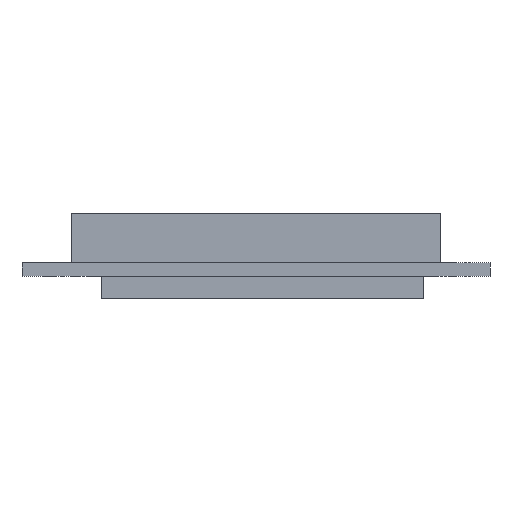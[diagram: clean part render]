
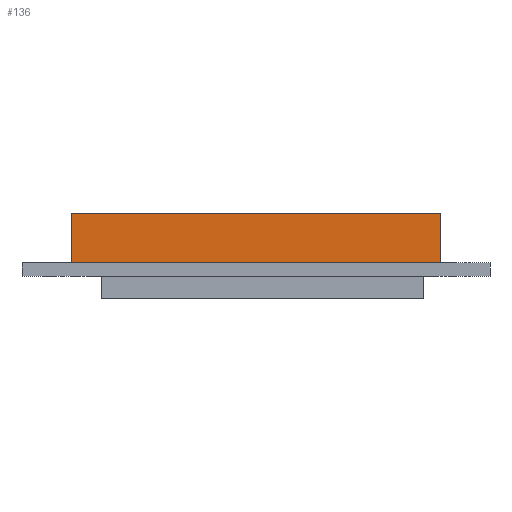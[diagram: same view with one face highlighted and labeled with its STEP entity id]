
A CAD part, left-side view. The second image highlights one B-rep face of the part: STEP entity #136.
In plain terms, the highlighted planar face has unit normal (-1, 0, 0).
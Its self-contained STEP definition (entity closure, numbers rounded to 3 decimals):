
#136 = ADVANCED_FACE( '', ( #302 ), #303, .T. );
#302 = FACE_OUTER_BOUND( '', #473, .T. );
#303 = PLANE( '', #474 );
#473 = EDGE_LOOP( '', ( #819, #820, #821, #822 ) );
#474 = AXIS2_PLACEMENT_3D( '', #823, #824, #825 );
#819 = ORIENTED_EDGE( '', *, *, #935, .F. );
#820 = ORIENTED_EDGE( '', *, *, #1004, .T. );
#821 = ORIENTED_EDGE( '', *, *, #1059, .F. );
#822 = ORIENTED_EDGE( '', *, *, #1054, .F. );
#823 = CARTESIAN_POINT( '', ( -26.035, 22.5, 1.6 ) );
#824 = DIRECTION( '', ( -1., 0., 0. ) );
#825 = DIRECTION( '', ( 0., -1., 0. ) );
#935 = EDGE_CURVE( '', #1106, #1108, #1109, .T. );
#1004 = EDGE_CURVE( '', #1106, #1221, #1223, .T. );
#1054 = EDGE_CURVE( '', #1108, #1287, #1288, .T. );
#1059 = EDGE_CURVE( '', #1287, #1221, #1293, .T. );
#1106 = VERTEX_POINT( '', #1349 );
#1108 = VERTEX_POINT( '', #1352 );
#1109 = LINE( '', #1353, #1354 );
#1221 = VERTEX_POINT( '', #1506 );
#1223 = LINE( '', #1509, #1510 );
#1287 = VERTEX_POINT( '', #1599 );
#1288 = LINE( '', #1600, #1601 );
#1293 = LINE( '', #1608, #1609 );
#1349 = CARTESIAN_POINT( '', ( -26.035, -22.5, 1.6 ) );
#1352 = CARTESIAN_POINT( '', ( -26.035, 22.5, 1.6 ) );
#1353 = CARTESIAN_POINT( '', ( -26.035, 11.25, 1.6 ) );
#1354 = VECTOR( '', #1654, 1000. );
#1506 = CARTESIAN_POINT( '', ( -26.035, -22.5, 7.6 ) );
#1509 = CARTESIAN_POINT( '', ( -26.035, -22.5, 1.6 ) );
#1510 = VECTOR( '', #1729, 1000. );
#1599 = CARTESIAN_POINT( '', ( -26.035, 22.5, 7.6 ) );
#1600 = CARTESIAN_POINT( '', ( -26.035, 22.5, 1.6 ) );
#1601 = VECTOR( '', #1782, 1000. );
#1608 = CARTESIAN_POINT( '', ( -26.035, 22.5, 7.6 ) );
#1609 = VECTOR( '', #1785, 1000. );
#1654 = DIRECTION( '', ( 0., 1., 0. ) );
#1729 = DIRECTION( '', ( 0., 0., 1. ) );
#1782 = DIRECTION( '', ( 0., 0., 1. ) );
#1785 = DIRECTION( '', ( 0., -1., 0. ) );
